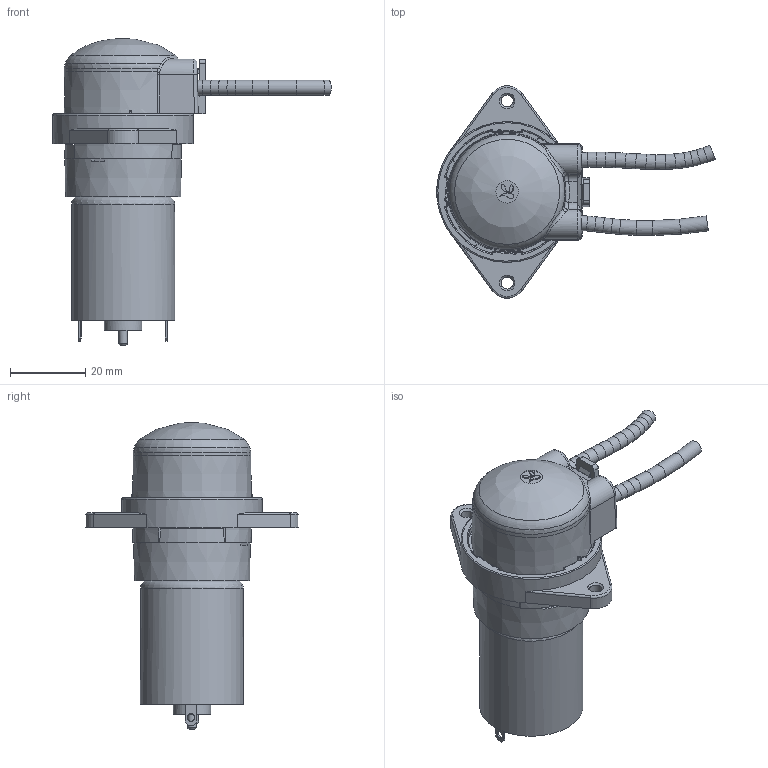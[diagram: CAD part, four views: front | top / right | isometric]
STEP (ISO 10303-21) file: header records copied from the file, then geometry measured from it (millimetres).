
FILE_DESCRIPTION(/* description */ (''),/* implementation_level */ '2;1');
FILE_NAME(/* name */ 'KFS.stp',/* time_stamp */ '2016-08-05T16:57:54+08:00',/* author */ (''),/* organization */ (''),/* preprocessor_version */ 'ST-DEVELOPER v15',/* originating_system */ 'SIEMENS PLM Software NX 8.5',/* authorisation */ '');
FILE_SCHEMA (('AUTOMOTIVE_DESIGN { 1 0 10303 214 3 1 1 1 }'));
Length unit declared in the file: millimetre
Products named in the file (1): 0070C18C456ew50
Bounding box: 74.2 x 56.58 x 81.6 mm (x, y, z)
Volume: 36482.2 mm3; surface area: 25562 mm2
Topology: 6 solids, 6 shells, 696 faces, 1781 edges, 1134 vertices
Faces by surface type: plane 239, cylinder 203, torus 139, bspline 47, cone 37, extrusion 26, sphere 4, revolution 1
Full cylindrical faces by diameter (mm): 1 x2, 1.3 x1, 1.5 x1, 1.98 x2, 2 x2, 2.2 x2, 2.3 x2, 2.6 x2, 2.8 x5, 2.94 x2, 3.1 x2, 3.2 x2, 5 x8, 6 x2, 7.1 x1, 8.5 x2, 10 x3, 10.2 x1, 12.4 x1, 13 x1, 25.3 x1, 26 x1, 27.5 x1, 28 x1, 37.5 x1
Entity records: 31060 total; most frequent: CARTESIAN_POINT 15052, DIRECTION 3324, ORIENTED_EDGE 3132, EDGE_CURVE 1566, AXIS2_PLACEMENT_3D 1348, VERTEX_POINT 1094, EDGE_LOOP 944, ADVANCED_FACE 694
